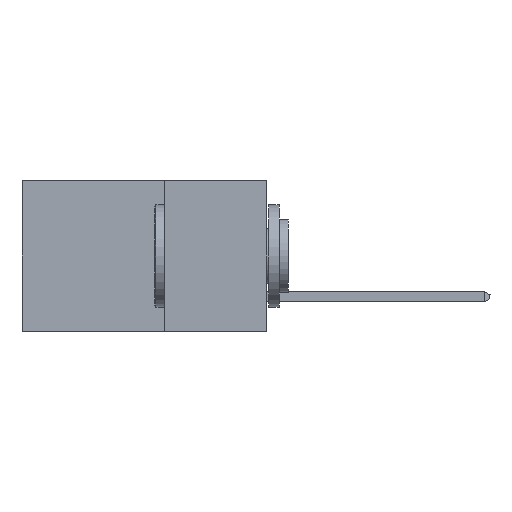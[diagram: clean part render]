
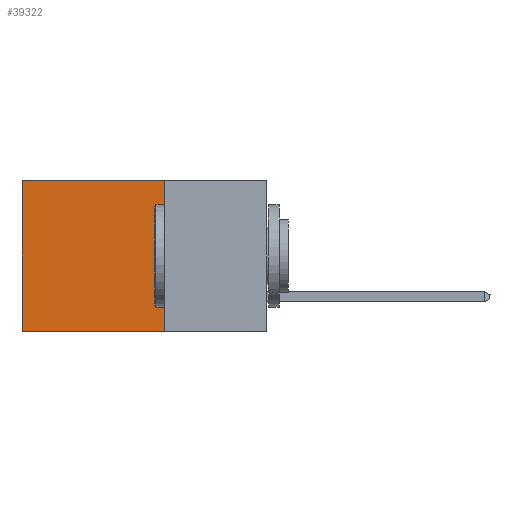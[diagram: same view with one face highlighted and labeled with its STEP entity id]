
A CAD part, left-side view. The second image highlights one B-rep face of the part: STEP entity #39322.
In plain terms, the highlighted planar face has unit normal (-1, 0, 0).
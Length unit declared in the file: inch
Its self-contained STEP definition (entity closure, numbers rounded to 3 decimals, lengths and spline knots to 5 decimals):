
#1880 = CARTESIAN_POINT ( 'NONE',  ( 0.2875, 0.25, 0. ) ) ;
#2875 = CARTESIAN_POINT ( 'NONE',  ( 0.2875, 0.25, 0. ) ) ;
#3645 = VECTOR ( 'NONE', #28970, 39.37008 ) ;
#3712 = CARTESIAN_POINT ( 'NONE',  ( 0.2875, 0.25, -0.37 ) ) ;
#3733 = LINE ( 'NONE', #14916, #38071 ) ;
#5943 = ORIENTED_EDGE ( 'NONE', *, *, #42235, .F. ) ;
#6389 = EDGE_CURVE ( 'NONE', #11372, #37365, #3733, .T. ) ;
#7201 = EDGE_CURVE ( 'NONE', #31740, #22517, #34147, .T. ) ;
#9214 = CARTESIAN_POINT ( 'NONE',  ( 0.2875, 0.6, 0. ) ) ;
#10892 = DIRECTION ( 'NONE',  ( 0., 0., -1. ) ) ;
#11372 = VERTEX_POINT ( 'NONE', #2875 ) ;
#13537 = CARTESIAN_POINT ( 'NONE',  ( 0.2875, 0.25, 0. ) ) ;
#14836 = CARTESIAN_POINT ( 'NONE',  ( 0.2875, 0.6, 0. ) ) ;
#14916 = CARTESIAN_POINT ( 'NONE',  ( 0.2875, 0.25, 0. ) ) ;
#16783 = AXIS2_PLACEMENT_3D ( 'NONE', #1880, #40147, #18898 ) ;
#18898 = DIRECTION ( 'NONE',  ( 0., 0., -1. ) ) ;
#19373 = PLANE ( 'NONE',  #16783 ) ;
#19636 = LINE ( 'NONE', #3712, #26829 ) ;
#21002 = LINE ( 'NONE', #13537, #21527 ) ;
#21527 = VECTOR ( 'NONE', #31520, 39.37008 ) ;
#22496 = ORIENTED_EDGE ( 'NONE', *, *, #6389, .F. ) ;
#22517 = VERTEX_POINT ( 'NONE', #26612 ) ;
#26612 = CARTESIAN_POINT ( 'NONE',  ( 0.2875, 0.6, -0.37 ) ) ;
#26829 = VECTOR ( 'NONE', #39196, 39.37008 ) ;
#27914 = EDGE_CURVE ( 'NONE', #11372, #31740, #21002, .T. ) ;
#28970 = DIRECTION ( 'NONE',  ( 0., 0., -1. ) ) ;
#29980 = CARTESIAN_POINT ( 'NONE',  ( 0.2875, 0.25, -0.37 ) ) ;
#31520 = DIRECTION ( 'NONE',  ( 0., 1., 0. ) ) ;
#31740 = VERTEX_POINT ( 'NONE', #9214 ) ;
#34147 = LINE ( 'NONE', #14836, #3645 ) ;
#37268 = FACE_OUTER_BOUND ( 'NONE', #37453, .T. ) ;
#37365 = VERTEX_POINT ( 'NONE', #29980 ) ;
#37453 = EDGE_LOOP ( 'NONE', ( #40005, #5943, #22496, #45199 ) ) ;
#38071 = VECTOR ( 'NONE', #10892, 39.37008 ) ;
#39196 = DIRECTION ( 'NONE',  ( 0., 1., 0. ) ) ;
#39322 = ADVANCED_FACE ( 'NONE', ( #37268 ), #19373, .F. ) ;
#40005 = ORIENTED_EDGE ( 'NONE', *, *, #7201, .T. ) ;
#40147 = DIRECTION ( 'NONE',  ( 1., 0., 0. ) ) ;
#42235 = EDGE_CURVE ( 'NONE', #37365, #22517, #19636, .T. ) ;
#45199 = ORIENTED_EDGE ( 'NONE', *, *, #27914, .T. ) ;
